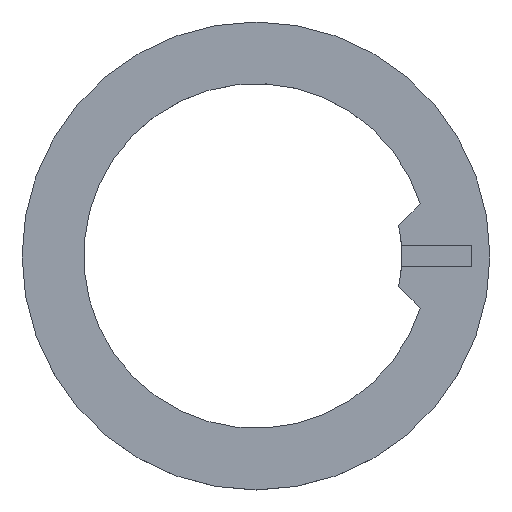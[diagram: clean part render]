
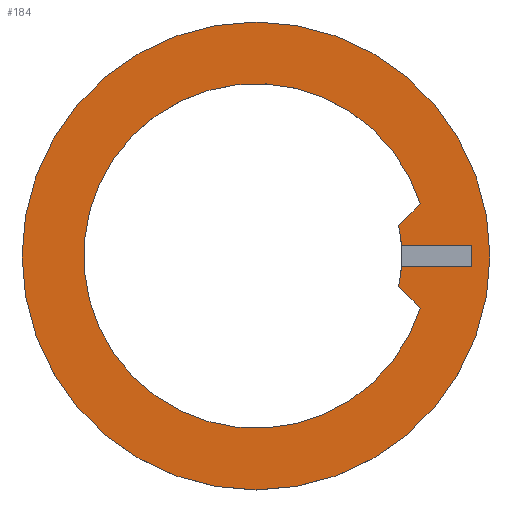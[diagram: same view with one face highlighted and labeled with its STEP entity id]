
A CAD part, top view. The second image highlights one B-rep face of the part: STEP entity #184.
In plain terms, the highlighted planar face has unit normal (0, 0, 1).
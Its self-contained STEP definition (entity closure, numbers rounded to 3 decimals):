
#33 = VERTEX_POINT('',#34);
#34 = CARTESIAN_POINT('',(16.16,-1.134,0.));
#41 = EDGE_CURVE('',#33,#42,#44,.T.);
#42 = VERTEX_POINT('',#43);
#43 = CARTESIAN_POINT('',(15.841,-3.391,0.));
#44 = CIRCLE('',#45,16.2);
#45 = AXIS2_PLACEMENT_3D('',#46,#47,#48);
#46 = CARTESIAN_POINT('',(0.,0.,0.));
#47 = DIRECTION('',(0.,0.,-1.));
#48 = DIRECTION('',(1.,0.,0.));
#81 = EDGE_CURVE('',#82,#84,#86,.T.);
#82 = VERTEX_POINT('',#83);
#83 = CARTESIAN_POINT('',(15.841,3.391,0.));
#84 = VERTEX_POINT('',#85);
#85 = CARTESIAN_POINT('',(16.16,1.134,0.));
#86 = CIRCLE('',#87,16.2);
#87 = AXIS2_PLACEMENT_3D('',#88,#89,#90);
#88 = CARTESIAN_POINT('',(0.,0.,0.));
#89 = DIRECTION('',(0.,0.,-1.));
#90 = DIRECTION('',(1.,0.,0.));
#164 = EDGE_CURVE('',#165,#33,#167,.T.);
#165 = VERTEX_POINT('',#166);
#166 = CARTESIAN_POINT('',(24.,-1.134,0.));
#167 = LINE('',#168,#169);
#168 = CARTESIAN_POINT('',(0.,-1.134,0.));
#169 = VECTOR('',#170,1.);
#170 = DIRECTION('',(-1.,0.,-0.));
#184 = ADVANCED_FACE('',(#185,#196),#238,.F.);
#185 = FACE_BOUND('',#186,.T.);
#186 = EDGE_LOOP('',(#187));
#187 = ORIENTED_EDGE('',*,*,#188,.F.);
#188 = EDGE_CURVE('',#189,#189,#191,.T.);
#189 = VERTEX_POINT('',#190);
#190 = CARTESIAN_POINT('',(26.,0.,0.));
#191 = CIRCLE('',#192,26.);
#192 = AXIS2_PLACEMENT_3D('',#193,#194,#195);
#193 = CARTESIAN_POINT('',(0.,0.,0.));
#194 = DIRECTION('',(0.,0.,-1.));
#195 = DIRECTION('',(1.,0.,0.));
#196 = FACE_BOUND('',#197,.T.);
#197 = EDGE_LOOP('',(#198,#206,#207,#215,#221,#222,#223,#231));
#198 = ORIENTED_EDGE('',*,*,#199,.T.);
#199 = EDGE_CURVE('',#200,#82,#202,.T.);
#200 = VERTEX_POINT('',#201);
#201 = CARTESIAN_POINT('',(18.251,5.8,0.));
#202 = LINE('',#203,#204);
#203 = CARTESIAN_POINT('',(10.864,-1.587,0.));
#204 = VECTOR('',#205,1.);
#205 = DIRECTION('',(-0.707,-0.707,0.)
  );
#206 = ORIENTED_EDGE('',*,*,#81,.T.);
#207 = ORIENTED_EDGE('',*,*,#208,.T.);
#208 = EDGE_CURVE('',#84,#209,#211,.T.);
#209 = VERTEX_POINT('',#210);
#210 = CARTESIAN_POINT('',(24.,1.134,0.));
#211 = LINE('',#212,#213);
#212 = CARTESIAN_POINT('',(0.,1.134,0.));
#213 = VECTOR('',#214,1.);
#214 = DIRECTION('',(1.,0.,0.));
#215 = ORIENTED_EDGE('',*,*,#216,.F.);
#216 = EDGE_CURVE('',#165,#209,#217,.T.);
#217 = LINE('',#218,#219);
#218 = CARTESIAN_POINT('',(24.,0.,0.));
#219 = VECTOR('',#220,1.);
#220 = DIRECTION('',(0.,1.,0.));
#221 = ORIENTED_EDGE('',*,*,#164,.T.);
#222 = ORIENTED_EDGE('',*,*,#41,.T.);
#223 = ORIENTED_EDGE('',*,*,#224,.F.);
#224 = EDGE_CURVE('',#225,#42,#227,.T.);
#225 = VERTEX_POINT('',#226);
#226 = CARTESIAN_POINT('',(18.251,-5.8,0.));
#227 = LINE('',#228,#229);
#228 = CARTESIAN_POINT('',(10.864,1.587,0.));
#229 = VECTOR('',#230,1.);
#230 = DIRECTION('',(-0.707,0.707,0.)
  );
#231 = ORIENTED_EDGE('',*,*,#232,.T.);
#232 = EDGE_CURVE('',#225,#200,#233,.T.);
#233 = CIRCLE('',#234,19.15);
#234 = AXIS2_PLACEMENT_3D('',#235,#236,#237);
#235 = CARTESIAN_POINT('',(0.,0.,0.));
#236 = DIRECTION('',(0.,0.,-1.));
#237 = DIRECTION('',(1.,0.,0.));
#238 = PLANE('',#239);
#239 = AXIS2_PLACEMENT_3D('',#240,#241,#242);
#240 = CARTESIAN_POINT('',(0.,0.,0.));
#241 = DIRECTION('',(0.,0.,-1.));
#242 = DIRECTION('',(1.,0.,0.));
